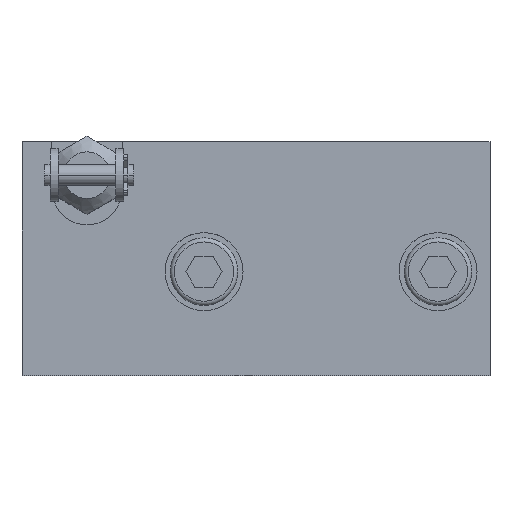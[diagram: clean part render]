
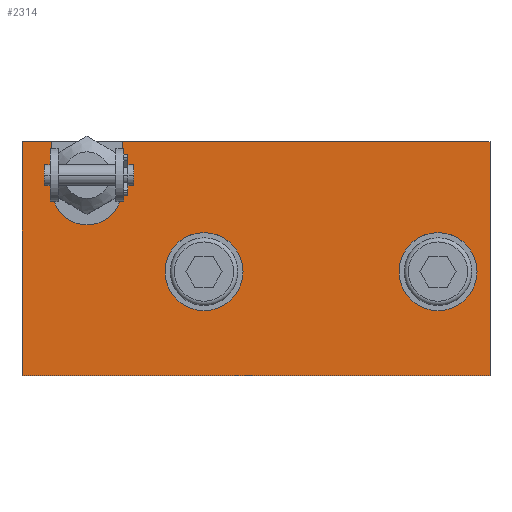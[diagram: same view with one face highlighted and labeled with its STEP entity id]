
A CAD part, top view. The second image highlights one B-rep face of the part: STEP entity #2314.
In plain terms, the highlighted planar face has unit normal (0, 0, 1).
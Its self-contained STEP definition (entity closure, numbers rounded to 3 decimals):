
#67=FACE_BOUND('',#448,.T.);
#68=FACE_BOUND('',#449,.T.);
#146=PLANE('',#2576);
#281=FACE_OUTER_BOUND('',#447,.T.);
#447=EDGE_LOOP('',(#2035,#2036,#2037,#2038,#2039,#2040,#2041,#2042));
#448=EDGE_LOOP('',(#2043));
#449=EDGE_LOOP('',(#2044));
#623=LINE('',#3937,#809);
#624=LINE('',#3939,#810);
#625=LINE('',#3941,#811);
#626=LINE('',#3945,#812);
#627=LINE('',#3947,#813);
#628=LINE('',#3949,#814);
#629=LINE('',#3950,#815);
#809=VECTOR('',#3224,1.);
#810=VECTOR('',#3225,1.);
#811=VECTOR('',#3226,1.);
#812=VECTOR('',#3229,1.);
#813=VECTOR('',#3230,1.);
#814=VECTOR('',#3231,1.);
#815=VECTOR('',#3232,1.);
#950=CIRCLE('',#2561,7.5);
#955=CIRCLE('',#2570,7.5);
#958=CIRCLE('',#2577,6.75);
#1145=VERTEX_POINT('',#3906);
#1150=VERTEX_POINT('',#3922);
#1153=VERTEX_POINT('',#3935);
#1154=VERTEX_POINT('',#3936);
#1155=VERTEX_POINT('',#3938);
#1156=VERTEX_POINT('',#3940);
#1157=VERTEX_POINT('',#3942);
#1158=VERTEX_POINT('',#3944);
#1159=VERTEX_POINT('',#3946);
#1160=VERTEX_POINT('',#3948);
#1442=EDGE_CURVE('',#1145,#1145,#950,.T.);
#1449=EDGE_CURVE('',#1150,#1150,#955,.T.);
#1455=EDGE_CURVE('',#1153,#1154,#623,.T.);
#1456=EDGE_CURVE('',#1155,#1153,#624,.T.);
#1457=EDGE_CURVE('',#1155,#1156,#625,.T.);
#1458=EDGE_CURVE('',#1156,#1157,#958,.T.);
#1459=EDGE_CURVE('',#1157,#1158,#626,.T.);
#1460=EDGE_CURVE('',#1159,#1158,#627,.T.);
#1461=EDGE_CURVE('',#1159,#1160,#628,.T.);
#1462=EDGE_CURVE('',#1154,#1160,#629,.T.);
#2035=ORIENTED_EDGE('',*,*,#1455,.F.);
#2036=ORIENTED_EDGE('',*,*,#1456,.F.);
#2037=ORIENTED_EDGE('',*,*,#1457,.T.);
#2038=ORIENTED_EDGE('',*,*,#1458,.T.);
#2039=ORIENTED_EDGE('',*,*,#1459,.T.);
#2040=ORIENTED_EDGE('',*,*,#1460,.F.);
#2041=ORIENTED_EDGE('',*,*,#1461,.T.);
#2042=ORIENTED_EDGE('',*,*,#1462,.F.);
#2043=ORIENTED_EDGE('',*,*,#1442,.T.);
#2044=ORIENTED_EDGE('',*,*,#1449,.T.);
#2314=ADVANCED_FACE('',(#281,#67,#68),#146,.T.);
#2561=AXIS2_PLACEMENT_3D('',#3907,#3187,#3188);
#2570=AXIS2_PLACEMENT_3D('',#3923,#3207,#3208);
#2576=AXIS2_PLACEMENT_3D('',#3934,#3222,#3223);
#2577=AXIS2_PLACEMENT_3D('',#3943,#3227,#3228);
#3187=DIRECTION('center_axis',(0.,0.,-1.));
#3188=DIRECTION('ref_axis',(-1.,0.,0.));
#3207=DIRECTION('center_axis',(0.,0.,-1.));
#3208=DIRECTION('ref_axis',(-1.,0.,0.));
#3222=DIRECTION('center_axis',(0.,0.,1.));
#3223=DIRECTION('ref_axis',(1.,0.,0.));
#3224=DIRECTION('',(0.,-1.,0.));
#3225=DIRECTION('',(1.,0.,0.));
#3226=DIRECTION('',(0.,-1.,0.));
#3227=DIRECTION('center_axis',(0.,0.,
-1.));
#3228=DIRECTION('ref_axis',(-1.,0.,0.));
#3229=DIRECTION('',(0.,1.,0.));
#3230=DIRECTION('',(1.,0.,0.));
#3231=DIRECTION('',(0.,-1.,0.));
#3232=DIRECTION('',(-1.,0.,0.));
#3906=CARTESIAN_POINT('',(52.5,0.,20.));
#3907=CARTESIAN_POINT('Origin',(45.,0.,20.));
#3922=CARTESIAN_POINT('',(7.5,0.,20.));
#3923=CARTESIAN_POINT('Origin',(0.,0.,20.));
#3934=CARTESIAN_POINT('Origin',(2.5,11.65,20.));
#3935=CARTESIAN_POINT('',(55.,25.,20.));
#3936=CARTESIAN_POINT('',(55.,-20.,20.));
#3937=CARTESIAN_POINT('',(55.,27.9,20.));
#3938=CARTESIAN_POINT('',(-15.75,25.,20.));
#3939=CARTESIAN_POINT('',(-34.779,25.,20.));
#3940=CARTESIAN_POINT('',(-15.75,15.75,20.));
#3941=CARTESIAN_POINT('',(-15.75,11.4,20.));
#3942=CARTESIAN_POINT('',(-29.25,15.75,20.));
#3943=CARTESIAN_POINT('Origin',(-22.5,15.75,20.));
#3944=CARTESIAN_POINT('',(-29.25,25.,20.));
#3945=CARTESIAN_POINT('',(-29.25,16.567,20.));
#3946=CARTESIAN_POINT('',(-35.,25.,20.));
#3947=CARTESIAN_POINT('',(-34.779,25.,20.));
#3948=CARTESIAN_POINT('',(-35.,-20.,20.));
#3949=CARTESIAN_POINT('',(-35.,18.4,20.));
#3950=CARTESIAN_POINT('',(-17.5,-20.,20.));
